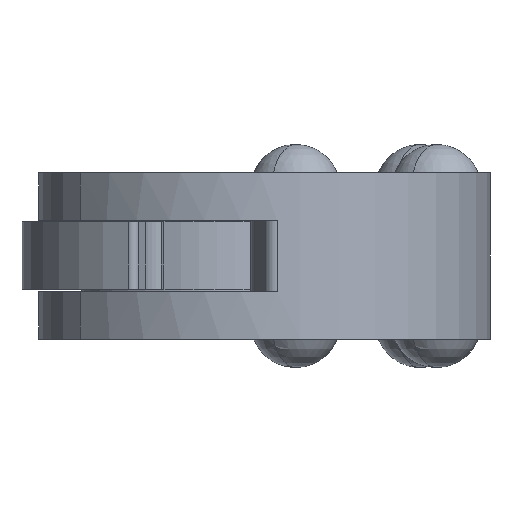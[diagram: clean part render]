
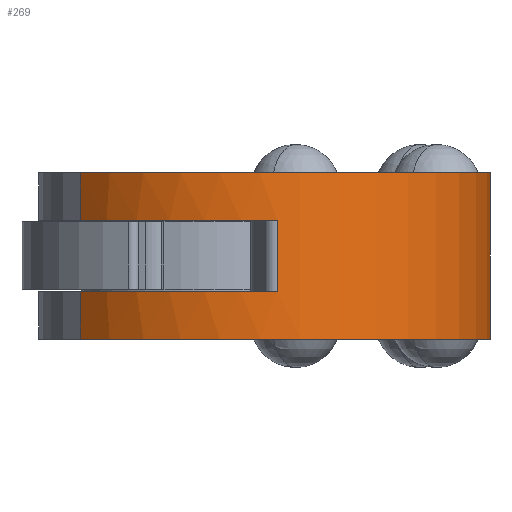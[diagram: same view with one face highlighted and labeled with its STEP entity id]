
A CAD part, left-side view. The second image highlights one B-rep face of the part: STEP entity #269.
In plain terms, the highlighted cylindrical face has radius 9.9 mm (diameter 19.8 mm), a partial arc.
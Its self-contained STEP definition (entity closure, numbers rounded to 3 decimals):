
#210=AXIS2_PLACEMENT_3D('Cylinder Axis2P3D',#207,#208,#209) ;
#223=AXIS2_PLACEMENT_3D('Circle Axis2P3D',#221,#222,$) ;
#237=AXIS2_PLACEMENT_3D('Circle Axis2P3D',#235,#236,$) ;
#242=AXIS2_PLACEMENT_3D('Circle Axis2P3D',#240,#241,$) ;
#256=AXIS2_PLACEMENT_3D('Circle Axis2P3D',#254,#255,$) ;
#184=CARTESIAN_POINT('Vertex',(3.275,17.257,1.2)) ;
#187=CARTESIAN_POINT('Line Origine',(3.275,17.257,2.2)) ;
#191=CARTESIAN_POINT('Vertex',(3.275,17.257,3.2)) ;
#207=CARTESIAN_POINT('Axis2P3D Location',(9.9,9.9,2.2)) ;
#212=CARTESIAN_POINT('Line Origine',(3.275,17.257,2.2)) ;
#216=CARTESIAN_POINT('Vertex',(3.275,17.257,6.2)) ;
#218=CARTESIAN_POINT('Vertex',(3.275,17.257,8.2)) ;
#221=CARTESIAN_POINT('Axis2P3D Location',(9.9,9.9,6.2)) ;
#225=CARTESIAN_POINT('Vertex',(0.044,8.964,6.2)) ;
#228=CARTESIAN_POINT('Line Origine',(0.044,8.964,2.2)) ;
#232=CARTESIAN_POINT('Vertex',(0.044,8.964,3.2)) ;
#235=CARTESIAN_POINT('Axis2P3D Location',(9.9,9.9,3.2)) ;
#240=CARTESIAN_POINT('Axis2P3D Location',(9.9,9.9,1.2)) ;
#244=CARTESIAN_POINT('Vertex',(9.9,0.,1.2)) ;
#247=CARTESIAN_POINT('Line Origine',(9.9,0.,2.2)) ;
#251=CARTESIAN_POINT('Vertex',(9.9,0.,8.2)) ;
#254=CARTESIAN_POINT('Axis2P3D Location',(9.9,9.9,8.2)) ;
#188=DIRECTION('Vector Direction',(0.,0.,1.)) ;
#208=DIRECTION('Axis2P3D Direction',(0.,0.,1.)) ;
#209=DIRECTION('Axis2P3D XDirection',(-0.669,0.743,-0.)) ;
#213=DIRECTION('Vector Direction',(0.,0.,1.)) ;
#222=DIRECTION('Axis2P3D Direction',(0.,0.,1.)) ;
#229=DIRECTION('Vector Direction',(0.,0.,1.)) ;
#236=DIRECTION('Axis2P3D Direction',(0.,0.,1.)) ;
#241=DIRECTION('Axis2P3D Direction',(0.,0.,1.)) ;
#248=DIRECTION('Vector Direction',(0.,0.,1.)) ;
#255=DIRECTION('Axis2P3D Direction',(0.,0.,1.)) ;
#189=VECTOR('Line Direction',#188,1.) ;
#214=VECTOR('Line Direction',#213,1.) ;
#230=VECTOR('Line Direction',#229,1.) ;
#249=VECTOR('Line Direction',#248,1.) ;
#260=ORIENTED_EDGE('',*,*,#220,.F.) ;
#261=ORIENTED_EDGE('',*,*,#227,.T.) ;
#262=ORIENTED_EDGE('',*,*,#234,.T.) ;
#263=ORIENTED_EDGE('',*,*,#239,.F.) ;
#264=ORIENTED_EDGE('',*,*,#193,.F.) ;
#265=ORIENTED_EDGE('',*,*,#246,.T.) ;
#266=ORIENTED_EDGE('',*,*,#253,.T.) ;
#267=ORIENTED_EDGE('',*,*,#258,.F.) ;
#269=ADVANCED_FACE('Hauptk\X2\00F6\X0\rper',(#268),#211,.T.) ;
#224=CIRCLE('generated circle',#223,9.9) ;
#238=CIRCLE('generated circle',#237,9.9) ;
#243=CIRCLE('generated circle',#242,9.9) ;
#257=CIRCLE('generated circle',#256,9.9) ;
#211=CYLINDRICAL_SURFACE('generated cylinder',#210,9.9) ;
#193=EDGE_CURVE('',#185,#192,#190,.T.) ;
#220=EDGE_CURVE('',#217,#219,#215,.T.) ;
#227=EDGE_CURVE('',#217,#226,#224,.T.) ;
#234=EDGE_CURVE('',#226,#233,#231,.F.) ;
#239=EDGE_CURVE('',#192,#233,#238,.T.) ;
#246=EDGE_CURVE('',#185,#245,#243,.T.) ;
#253=EDGE_CURVE('',#245,#252,#250,.T.) ;
#258=EDGE_CURVE('',#219,#252,#257,.T.) ;
#259=EDGE_LOOP('',(#260,#261,#262,#263,#264,#265,#266,#267)) ;
#268=FACE_OUTER_BOUND('',#259,.T.) ;
#190=LINE('Line',#187,#189) ;
#215=LINE('Line',#212,#214) ;
#231=LINE('Line',#228,#230) ;
#250=LINE('Line',#247,#249) ;
#185=VERTEX_POINT('',#184) ;
#192=VERTEX_POINT('',#191) ;
#217=VERTEX_POINT('',#216) ;
#219=VERTEX_POINT('',#218) ;
#226=VERTEX_POINT('',#225) ;
#233=VERTEX_POINT('',#232) ;
#245=VERTEX_POINT('',#244) ;
#252=VERTEX_POINT('',#251) ;
